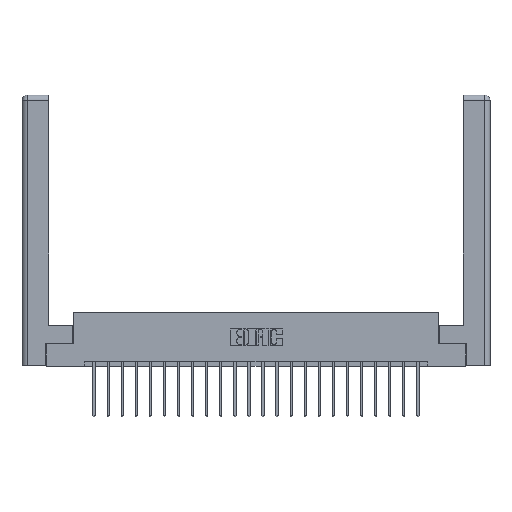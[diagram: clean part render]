
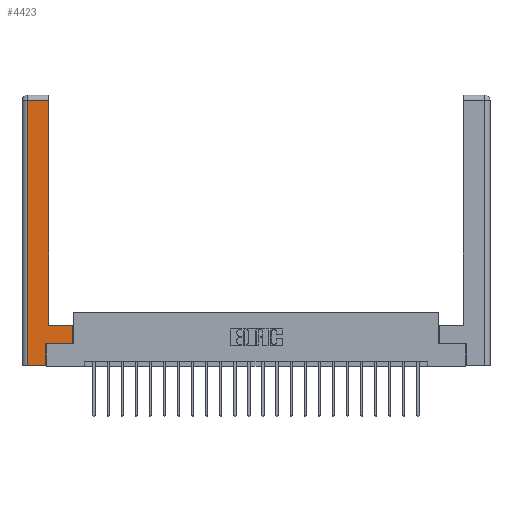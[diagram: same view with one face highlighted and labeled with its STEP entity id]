
A CAD part, top view. The second image highlights one B-rep face of the part: STEP entity #4423.
In plain terms, the highlighted planar face has unit normal (0, 0, 1).
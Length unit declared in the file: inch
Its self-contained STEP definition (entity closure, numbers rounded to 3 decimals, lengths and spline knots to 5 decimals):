
#513 = LINE ( 'NONE', #3196, #1916 ) ;
#835 = DIRECTION ( 'NONE',  ( 1., 0., 0. ) ) ;
#1062 = VERTEX_POINT ( 'NONE', #1664 ) ;
#1309 = EDGE_CURVE ( 'NONE', #11407, #3559, #9284, .T. ) ;
#1557 = ORIENTED_EDGE ( 'NONE', *, *, #1309, .T. ) ;
#1639 = LINE ( 'NONE', #7693, #3040 ) ;
#1664 = CARTESIAN_POINT ( 'NONE',  ( 0.0615, 0., 0. ) ) ;
#1737 = ORIENTED_EDGE ( 'NONE', *, *, #2476, .T. ) ;
#1916 = VECTOR ( 'NONE', #21854, 39.37008 ) ;
#2038 = LINE ( 'NONE', #8277, #16568 ) ;
#2158 = VECTOR ( 'NONE', #22947, 39.37008 ) ;
#2476 = EDGE_CURVE ( 'NONE', #4828, #1062, #3821, .T. ) ;
#2626 = DIRECTION ( 'NONE',  ( -1., 0., 0. ) ) ;
#2681 = DIRECTION ( 'NONE',  ( -1., 0., 0. ) ) ;
#3040 = VECTOR ( 'NONE', #15406, 39.37008 ) ;
#3196 = CARTESIAN_POINT ( 'NONE',  ( 0.295, 0.45, 0. ) ) ;
#3559 = VERTEX_POINT ( 'NONE', #23195 ) ;
#3821 = LINE ( 'NONE', #23459, #22097 ) ;
#3897 = CARTESIAN_POINT ( 'NONE',  ( 0.0615, 2.94, 0. ) ) ;
#4423 = ADVANCED_FACE ( 'NONE', ( #14034 ), #13825, .F. ) ;
#4588 = CARTESIAN_POINT ( 'NONE',  ( 0.565, 0.45, 0. ) ) ;
#4828 = VERTEX_POINT ( 'NONE', #3897 ) ;
#5118 = CARTESIAN_POINT ( 'NONE',  ( 0.265, 0.245, 0. ) ) ;
#5259 = DIRECTION ( 'NONE',  ( 0., -1., 0. ) ) ;
#5492 = CARTESIAN_POINT ( 'NONE',  ( 0.295, 0.45, 0. ) ) ;
#5747 = ORIENTED_EDGE ( 'NONE', *, *, #13588, .T. ) ;
#5995 = VERTEX_POINT ( 'NONE', #15650 ) ;
#6441 = VECTOR ( 'NONE', #23391, 39.37008 ) ;
#6781 = LINE ( 'NONE', #11545, #14723 ) ;
#7608 = EDGE_CURVE ( 'NONE', #7621, #12260, #21913, .T. ) ;
#7621 = VERTEX_POINT ( 'NONE', #18586 ) ;
#7693 = CARTESIAN_POINT ( 'NONE',  ( 0.565, 0.245, 0. ) ) ;
#7818 = DIRECTION ( 'NONE',  ( 0., 1., 0. ) ) ;
#7873 = ORIENTED_EDGE ( 'NONE', *, *, #7608, .T. ) ;
#7955 = EDGE_CURVE ( 'NONE', #5995, #7621, #1639, .T. ) ;
#8277 = CARTESIAN_POINT ( 'NONE',  ( 0.265, 0., 0. ) ) ;
#8346 = EDGE_CURVE ( 'NONE', #3559, #4828, #6781, .T. ) ;
#8534 = EDGE_CURVE ( 'NONE', #12260, #11407, #513, .T. ) ;
#8957 = ORIENTED_EDGE ( 'NONE', *, *, #8346, .T. ) ;
#9172 = VERTEX_POINT ( 'NONE', #15395 ) ;
#9284 = LINE ( 'NONE', #10156, #2158 ) ;
#10135 = LINE ( 'NONE', #5118, #6441 ) ;
#10156 = CARTESIAN_POINT ( 'NONE',  ( 0.295, 3., 0. ) ) ;
#11051 = ORIENTED_EDGE ( 'NONE', *, *, #7955, .T. ) ;
#11407 = VERTEX_POINT ( 'NONE', #5492 ) ;
#11545 = CARTESIAN_POINT ( 'NONE',  ( 0.0615, 2.94, 0. ) ) ;
#11736 = EDGE_CURVE ( 'NONE', #1062, #9172, #2038, .T. ) ;
#12260 = VERTEX_POINT ( 'NONE', #4588 ) ;
#12622 = ORIENTED_EDGE ( 'NONE', *, *, #8534, .T. ) ;
#12925 = EDGE_LOOP ( 'NONE', ( #1557, #8957, #1737, #22150, #5747, #11051, #7873, #12622 ) ) ;
#13586 = CARTESIAN_POINT ( 'NONE',  ( 0., 0., 0. ) ) ;
#13588 = EDGE_CURVE ( 'NONE', #9172, #5995, #10135, .T. ) ;
#13825 = PLANE ( 'NONE',  #16301 ) ;
#14034 = FACE_OUTER_BOUND ( 'NONE', #12925, .T. ) ;
#14723 = VECTOR ( 'NONE', #2626, 39.37008 ) ;
#15395 = CARTESIAN_POINT ( 'NONE',  ( 0.265, 0., 0. ) ) ;
#15406 = DIRECTION ( 'NONE',  ( 1., 0., 0. ) ) ;
#15650 = CARTESIAN_POINT ( 'NONE',  ( 0.265, 0.245, 0. ) ) ;
#15680 = DIRECTION ( 'NONE',  ( 0., 0., -1. ) ) ;
#16301 = AXIS2_PLACEMENT_3D ( 'NONE', #13586, #15680, #2681 ) ;
#16568 = VECTOR ( 'NONE', #835, 39.37008 ) ;
#18586 = CARTESIAN_POINT ( 'NONE',  ( 0.565, 0.245, 0. ) ) ;
#18654 = CARTESIAN_POINT ( 'NONE',  ( 0.565, 0.45, 0. ) ) ;
#20185 = VECTOR ( 'NONE', #7818, 39.37008 ) ;
#21854 = DIRECTION ( 'NONE',  ( -1., 0., 0. ) ) ;
#21913 = LINE ( 'NONE', #18654, #20185 ) ;
#22097 = VECTOR ( 'NONE', #5259, 39.37008 ) ;
#22150 = ORIENTED_EDGE ( 'NONE', *, *, #11736, .T. ) ;
#22947 = DIRECTION ( 'NONE',  ( 0., 1., 0. ) ) ;
#23195 = CARTESIAN_POINT ( 'NONE',  ( 0.295, 2.94, 0. ) ) ;
#23391 = DIRECTION ( 'NONE',  ( 0., 1., 0. ) ) ;
#23459 = CARTESIAN_POINT ( 'NONE',  ( 0.0615, 0., 0. ) ) ;
